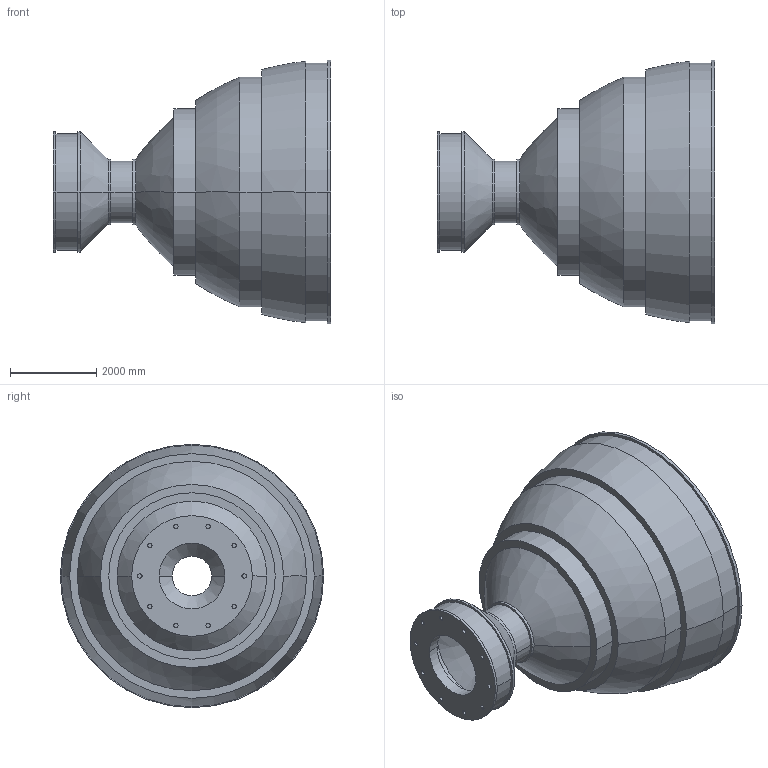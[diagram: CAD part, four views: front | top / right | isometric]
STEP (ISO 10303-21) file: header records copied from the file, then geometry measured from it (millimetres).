
FILE_DESCRIPTION((''),'2;1');
FILE_NAME('REAR_MOUNTING_SHAFT','2025-12-19T09:18:49',('H576696'),('Honeywell International Inc.'),'CREO PARAMETRIC BY PTC INC, 2023134','CREO PARAMETRIC BY PTC INC, 2023134','');
FILE_SCHEMA(('AUTOMOTIVE_DESIGN { 1 0 10303 214 1 1 1 1 }'));
Length unit declared in the file: inch
Products named in the file (1): REAR_MOUNTING_SHAFT
Bounding box: 6426.2 x 6096 x 6096 mm (x, y, z)
Volume: 23132411167.3 mm3; surface area: 207987873 mm2
Topology: 1 solids, 1 shells, 103 faces, 226 edges, 146 vertices
Faces by surface type: cylinder 68, plane 23, bspline 8, cone 4
Entity records: 4704 total; most frequent: CARTESIAN_POINT 694, DIRECTION 572, ORIENTED_EDGE 452, PRESENTATION_STYLE_ASSIGNMENT 330, STYLED_ITEM 330, AXIS2_PLACEMENT_3D 250, CURVE_STYLE 226, EDGE_CURVE 226
